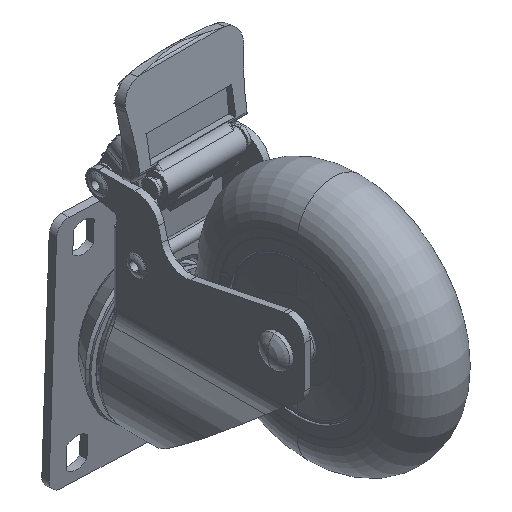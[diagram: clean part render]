
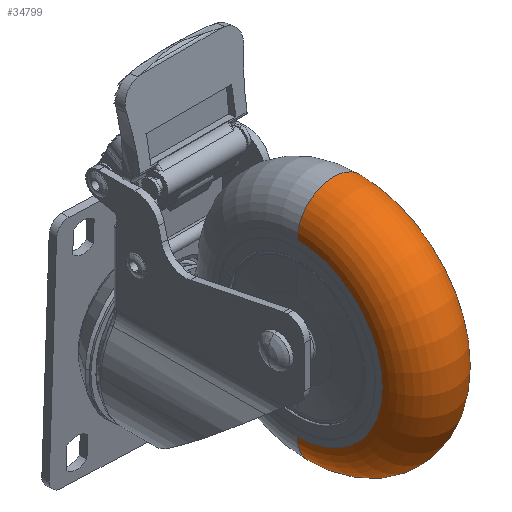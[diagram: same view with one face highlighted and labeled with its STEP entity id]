
A CAD part, isometric view. The second image highlights one B-rep face of the part: STEP entity #34799.
In plain terms, the highlighted toroidal (fillet/blend) face has major radius 35 mm and minor radius 15 mm.
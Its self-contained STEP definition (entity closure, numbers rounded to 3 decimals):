
#1785 = DIRECTION ( 'NONE',  ( 0., 0., -1. ) ) ;
#4466 = CIRCLE ( 'NONE', #26249, 35. ) ;
#4968 = EDGE_CURVE ( 'NONE', #53374, #50814, #4466, .T. ) ;
#6549 = DIRECTION ( 'NONE',  ( 0., -1., 0. ) ) ;
#9086 = AXIS2_PLACEMENT_3D ( 'NONE', #42773, #13957, #47658 ) ;
#11512 = AXIS2_PLACEMENT_3D ( 'NONE', #53882, #25102, #58744 ) ;
#13957 = DIRECTION ( 'NONE',  ( 1., 0., 0. ) ) ;
#15876 = EDGE_CURVE ( 'NONE', #50814, #46313, #23918, .T. ) ;
#16763 = FACE_OUTER_BOUND ( 'NONE', #49505, .T. ) ;
#16880 = CARTESIAN_POINT ( 'NONE',  ( -15., 0., -35. ) ) ;
#22645 = CARTESIAN_POINT ( 'NONE',  ( 15., 0., -35. ) ) ;
#23918 = CIRCLE ( 'NONE', #26707, 15. ) ;
#25102 = DIRECTION ( 'NONE',  ( 0., 1., 0. ) ) ;
#26249 = AXIS2_PLACEMENT_3D ( 'NONE', #44521, #44453, #44398 ) ;
#26707 = AXIS2_PLACEMENT_3D ( 'NONE', #35384, #6549, #40228 ) ;
#28452 = ORIENTED_EDGE ( 'NONE', *, *, #36384, .F. ) ;
#30563 = DIRECTION ( 'NONE',  ( 1., 0., 0. ) ) ;
#30762 = EDGE_CURVE ( 'NONE', #41248, #46313, #48660, .T. ) ;
#34799 = ADVANCED_FACE ( 'NONE', ( #16763 ), #55127, .T. ) ;
#34986 = CARTESIAN_POINT ( 'NONE',  ( 15., 0., 35. ) ) ;
#35384 = CARTESIAN_POINT ( 'NONE',  ( 0., 0., -35. ) ) ;
#36384 = EDGE_CURVE ( 'NONE', #53374, #41248, #50000, .T. ) ;
#40228 = DIRECTION ( 'NONE',  ( 0., 0., -1. ) ) ;
#41248 = VERTEX_POINT ( 'NONE', #34986 ) ;
#42773 = CARTESIAN_POINT ( 'NONE',  ( 15., 0., 0. ) ) ;
#44398 = DIRECTION ( 'NONE',  ( 0., 0., -1. ) ) ;
#44453 = DIRECTION ( 'NONE',  ( 1., 0., 0. ) ) ;
#44521 = CARTESIAN_POINT ( 'NONE',  ( -15., 0., 0. ) ) ;
#44857 = ORIENTED_EDGE ( 'NONE', *, *, #30762, .F. ) ;
#46313 = VERTEX_POINT ( 'NONE', #22645 ) ;
#47482 = ORIENTED_EDGE ( 'NONE', *, *, #15876, .T. ) ;
#47658 = DIRECTION ( 'NONE',  ( 0., 0., -1. ) ) ;
#48660 = CIRCLE ( 'NONE', #9086, 35. ) ;
#49505 = EDGE_LOOP ( 'NONE', ( #28452, #59095, #47482, #44857 ) ) ;
#49688 = CARTESIAN_POINT ( 'NONE',  ( 0., 0., 0. ) ) ;
#50000 = CIRCLE ( 'NONE', #11512, 15. ) ;
#50814 = VERTEX_POINT ( 'NONE', #16880 ) ;
#53374 = VERTEX_POINT ( 'NONE', #54851 ) ;
#53882 = CARTESIAN_POINT ( 'NONE',  ( 0., 0., 35. ) ) ;
#54851 = CARTESIAN_POINT ( 'NONE',  ( -15., 0., 35. ) ) ;
#55127 = TOROIDAL_SURFACE ( 'NONE', #55416, 35., 15. ) ;
#55416 = AXIS2_PLACEMENT_3D ( 'NONE', #49688, #30563, #1785 ) ;
#58744 = DIRECTION ( 'NONE',  ( 0., 0., 1. ) ) ;
#59095 = ORIENTED_EDGE ( 'NONE', *, *, #4968, .T. ) ;
